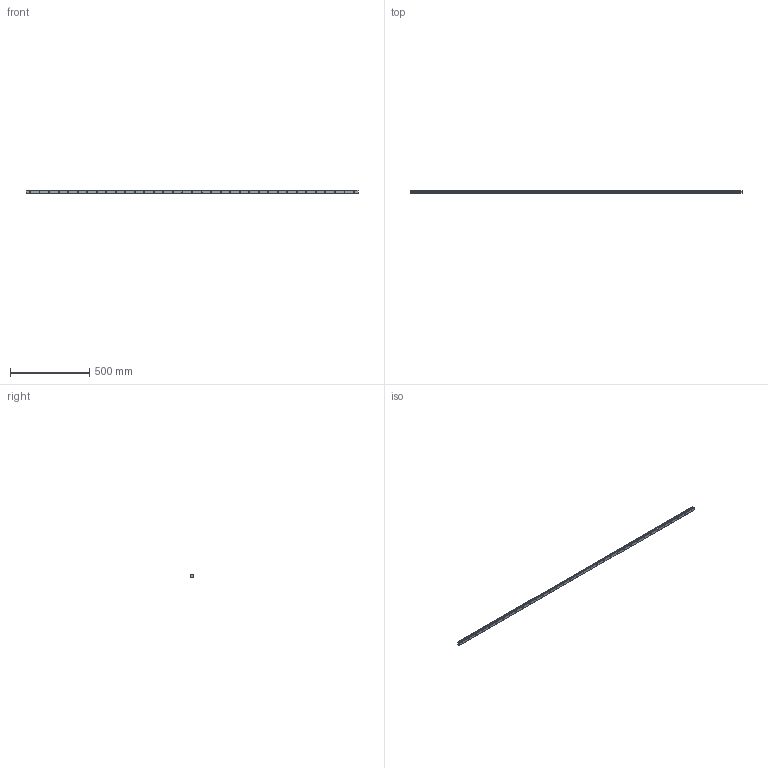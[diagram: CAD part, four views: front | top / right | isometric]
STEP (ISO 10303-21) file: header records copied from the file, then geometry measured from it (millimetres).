
FILE_DESCRIPTION (( 'STEP AP214' ), '1' );
FILE_NAME ('SSR20XTB1SS-2090L_G25_0_B-M6F_1011-75_0_0_0.STEP', '2021-06-25T11:49:24', ( '' ), ( '' ), 'SwSTEP 2.0', 'SolidWorks 2021', '' );
FILE_SCHEMA (( 'AUTOMOTIVE_DESIGN' ));
Length unit declared in the file: millimetre
Products named in the file (2): SSR20XTB1SS-2090L_G25_0_B-M6F_1011-75_0_0_0; _SSR20XTB209025 Track
Assembly tree (1 placements, depth 2):
  SSR20XTB1SS-2090L_G25_0_B-M6F_1011-75_0_0_0
    _SSR20XTB209025 Track
Bounding box: 2090 x 15.5 x 20 mm (x, y, z)
Volume: 553267.8 mm3; surface area: 167126.3 mm2
Topology: 1 solids, 1 shells, 202 faces, 495 edges, 330 vertices
Faces by surface type: cylinder 147, plane 55
Entity records: 6319 total; most frequent: DIRECTION 1201, CARTESIAN_POINT 1031, ORIENTED_EDGE 990, AXIS2_PLACEMENT_3D 500, EDGE_CURVE 495, VERTEX_POINT 330, EDGE_LOOP 307, CIRCLE 294
